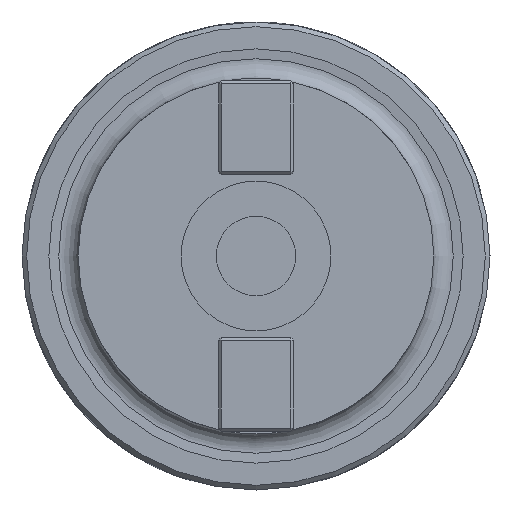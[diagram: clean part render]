
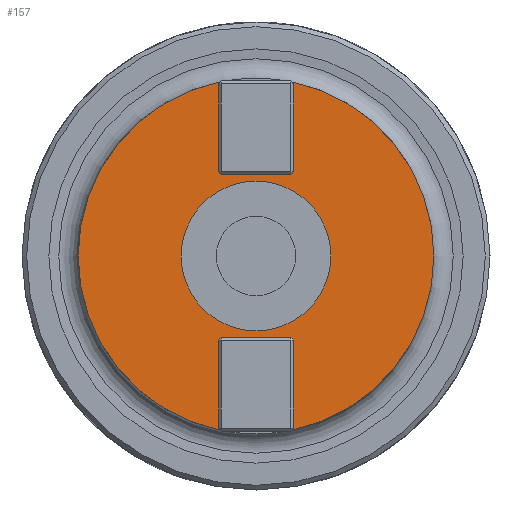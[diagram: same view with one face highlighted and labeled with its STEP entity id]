
A CAD part, left-side view. The second image highlights one B-rep face of the part: STEP entity #157.
In plain terms, the highlighted planar face has unit normal (-1, 0, 0).
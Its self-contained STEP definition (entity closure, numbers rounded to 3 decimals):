
#108=FACE_BOUND('',#378,.T.);
#109=FACE_BOUND('',#379,.T.);
#157=ADVANCED_FACE('',(#108,#109),#246,.F.);
#246=PLANE('',#1415);
#378=EDGE_LOOP('',(#726));
#379=EDGE_LOOP('',(#727,#728,#729,#730,#731,#732,#733,#734,#735,#736,#737,
#738,#739,#740,#741,#742));
#489=LINE('',#1983,#605);
#490=LINE('',#1986,#606);
#491=LINE('',#1990,#607);
#492=LINE('',#1992,#608);
#493=LINE('',#1994,#609);
#494=LINE('',#1996,#610);
#495=LINE('',#1998,#611);
#496=LINE('',#2000,#612);
#497=LINE('',#2002,#613);
#498=LINE('',#2006,#614);
#499=LINE('',#2008,#615);
#500=LINE('',#2010,#616);
#501=LINE('',#2012,#617);
#502=LINE('',#2014,#618);
#605=VECTOR('',#1554,1.);
#606=VECTOR('',#1555,1.);
#607=VECTOR('',#1558,1.);
#608=VECTOR('',#1559,1.);
#609=VECTOR('',#1560,1.);
#610=VECTOR('',#1561,1.);
#611=VECTOR('',#1562,1.);
#612=VECTOR('',#1563,1.);
#613=VECTOR('',#1564,1.);
#614=VECTOR('',#1567,1.);
#615=VECTOR('',#1568,1.);
#616=VECTOR('',#1569,1.);
#617=VECTOR('',#1570,1.);
#618=VECTOR('',#1571,1.);
#726=ORIENTED_EDGE('',*,*,#1199,.F.);
#727=ORIENTED_EDGE('',*,*,#1200,.T.);
#728=ORIENTED_EDGE('',*,*,#1201,.T.);
#729=ORIENTED_EDGE('',*,*,#1202,.T.);
#730=ORIENTED_EDGE('',*,*,#1203,.T.);
#731=ORIENTED_EDGE('',*,*,#1204,.T.);
#732=ORIENTED_EDGE('',*,*,#1205,.T.);
#733=ORIENTED_EDGE('',*,*,#1206,.T.);
#734=ORIENTED_EDGE('',*,*,#1207,.T.);
#735=ORIENTED_EDGE('',*,*,#1208,.T.);
#736=ORIENTED_EDGE('',*,*,#1209,.T.);
#737=ORIENTED_EDGE('',*,*,#1210,.T.);
#738=ORIENTED_EDGE('',*,*,#1211,.T.);
#739=ORIENTED_EDGE('',*,*,#1212,.T.);
#740=ORIENTED_EDGE('',*,*,#1213,.T.);
#741=ORIENTED_EDGE('',*,*,#1214,.T.);
#742=ORIENTED_EDGE('',*,*,#1215,.T.);
#1082=VERTEX_POINT('',#1982);
#1083=VERTEX_POINT('',#1984);
#1084=VERTEX_POINT('',#1985);
#1085=VERTEX_POINT('',#1987);
#1086=VERTEX_POINT('',#1989);
#1087=VERTEX_POINT('',#1991);
#1088=VERTEX_POINT('',#1993);
#1089=VERTEX_POINT('',#1995);
#1090=VERTEX_POINT('',#1997);
#1091=VERTEX_POINT('',#1999);
#1092=VERTEX_POINT('',#2001);
#1093=VERTEX_POINT('',#2003);
#1094=VERTEX_POINT('',#2005);
#1095=VERTEX_POINT('',#2007);
#1096=VERTEX_POINT('',#2009);
#1097=VERTEX_POINT('',#2011);
#1098=VERTEX_POINT('',#2013);
#1199=EDGE_CURVE('',#1082,#1082,#1374,.T.);
#1200=EDGE_CURVE('',#1083,#1084,#489,.T.);
#1201=EDGE_CURVE('',#1084,#1085,#490,.T.);
#1202=EDGE_CURVE('',#1085,#1086,#1375,.T.);
#1203=EDGE_CURVE('',#1086,#1087,#491,.T.);
#1204=EDGE_CURVE('',#1087,#1088,#492,.T.);
#1205=EDGE_CURVE('',#1088,#1089,#493,.T.);
#1206=EDGE_CURVE('',#1089,#1090,#494,.T.);
#1207=EDGE_CURVE('',#1090,#1091,#495,.T.);
#1208=EDGE_CURVE('',#1091,#1092,#496,.T.);
#1209=EDGE_CURVE('',#1092,#1093,#497,.T.);
#1210=EDGE_CURVE('',#1093,#1094,#1376,.T.);
#1211=EDGE_CURVE('',#1094,#1095,#498,.T.);
#1212=EDGE_CURVE('',#1095,#1096,#499,.T.);
#1213=EDGE_CURVE('',#1096,#1097,#500,.T.);
#1214=EDGE_CURVE('',#1097,#1098,#501,.T.);
#1215=EDGE_CURVE('',#1098,#1083,#502,.T.);
#1374=CIRCLE('',#1412,8.);
#1375=CIRCLE('',#1413,19.);
#1376=CIRCLE('',#1414,19.);
#1412=AXIS2_PLACEMENT_3D('',#1981,#1552,#1553);
#1413=AXIS2_PLACEMENT_3D('',#1988,#1556,#1557);
#1414=AXIS2_PLACEMENT_3D('',#2004,#1565,#1566);
#1415=AXIS2_PLACEMENT_3D('',#2015,#1572,#1573);
#1552=DIRECTION('',(-1.,0.,0.));
#1553=DIRECTION('',(0.,0.,-1.));
#1554=DIRECTION('',(0.,0.,-1.));
#1555=DIRECTION('',(0.,0.707,-0.707));
#1556=DIRECTION('',(-1.,0.,0.));
#1557=DIRECTION('',(0.,0.,-1.));
#1558=DIRECTION('',(0.,-0.707,-0.707));
#1559=DIRECTION('',(0.,0.,-1.));
#1560=DIRECTION('',(0.,0.707,-0.707));
#1561=DIRECTION('',(0.,1.,0.));
#1562=DIRECTION('',(0.,0.707,0.707));
#1563=DIRECTION('',(0.,0.,1.));
#1564=DIRECTION('',(0.,-0.707,0.707));
#1565=DIRECTION('',(-1.,0.,0.));
#1566=DIRECTION('',(0.,0.,-1.));
#1567=DIRECTION('',(0.,0.707,0.707));
#1568=DIRECTION('',(0.,0.,1.));
#1569=DIRECTION('',(0.,-0.707,0.707));
#1570=DIRECTION('',(0.,-1.,0.));
#1571=DIRECTION('',(0.,-0.707,-0.707));
#1572=DIRECTION('',(1.,0.,0.));
#1573=DIRECTION('',(0.,0.,-1.));
#1981=CARTESIAN_POINT('',(17.,0.,0.));
#1982=CARTESIAN_POINT('',(17.,0.,-8.));
#1983=CARTESIAN_POINT('',(17.,-4.,0.));
#1984=CARTESIAN_POINT('',(17.,-4.,-9.));
#1985=CARTESIAN_POINT('',(17.,-4.,-18.4));
#1986=CARTESIAN_POINT('',(17.,-6.482,-15.918));
#1987=CARTESIAN_POINT('',(17.,-3.78,-18.62));
#1988=CARTESIAN_POINT('',(17.,0.,0.));
#1989=CARTESIAN_POINT('',(17.,-3.78,18.62));
#1990=CARTESIAN_POINT('',(17.,-6.482,15.918));
#1991=CARTESIAN_POINT('',(17.,-4.,18.4));
#1992=CARTESIAN_POINT('',(17.,-4.,0.));
#1993=CARTESIAN_POINT('',(17.,-4.,9.));
#1994=CARTESIAN_POINT('',(17.,7.218,-2.218));
#1995=CARTESIAN_POINT('',(17.,-3.7,8.7));
#1996=CARTESIAN_POINT('',(17.,9.435,8.7));
#1997=CARTESIAN_POINT('',(17.,3.7,8.7));
#1998=CARTESIAN_POINT('',(17.,2.218,7.218));
#1999=CARTESIAN_POINT('',(17.,4.,9.));
#2000=CARTESIAN_POINT('',(17.,4.,0.));
#2001=CARTESIAN_POINT('',(17.,4.,18.4));
#2002=CARTESIAN_POINT('',(17.,15.918,6.482));
#2003=CARTESIAN_POINT('',(17.,3.78,18.62));
#2004=CARTESIAN_POINT('',(17.,0.,0.));
#2005=CARTESIAN_POINT('',(17.,3.78,-18.62));
#2006=CARTESIAN_POINT('',(17.,15.918,-6.482));
#2007=CARTESIAN_POINT('',(17.,4.,-18.4));
#2008=CARTESIAN_POINT('',(17.,4.,0.));
#2009=CARTESIAN_POINT('',(17.,4.,-9.));
#2010=CARTESIAN_POINT('',(17.,2.218,-7.218));
#2011=CARTESIAN_POINT('',(17.,3.7,-8.7));
#2012=CARTESIAN_POINT('',(17.,9.435,-8.7));
#2013=CARTESIAN_POINT('',(17.,-3.7,-8.7));
#2014=CARTESIAN_POINT('',(17.,7.218,2.218));
#2015=CARTESIAN_POINT('',(17.,9.435,0.));
